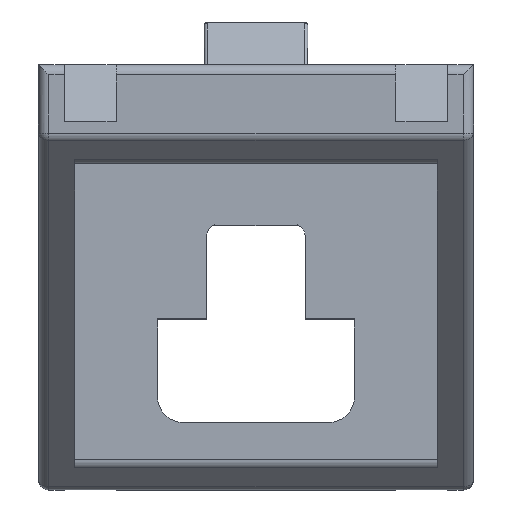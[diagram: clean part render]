
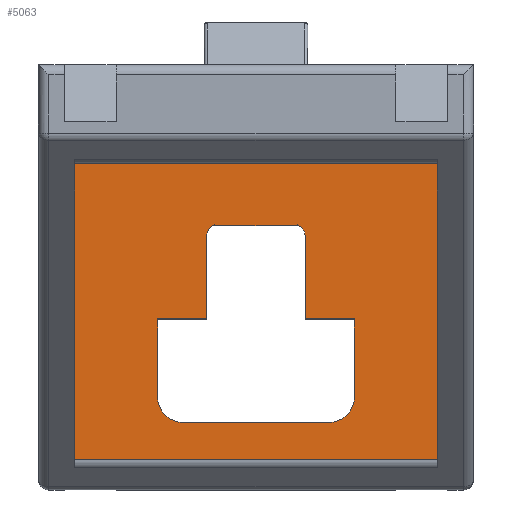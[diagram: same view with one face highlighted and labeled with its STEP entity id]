
A CAD part, top view. The second image highlights one B-rep face of the part: STEP entity #5063.
In plain terms, the highlighted planar face has unit normal (0, 0, 1).
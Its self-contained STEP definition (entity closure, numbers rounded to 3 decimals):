
#304=CARTESIAN_POINT('',(4.75,-16.561,9.5));
#305=VERTEX_POINT('',#304);
#312=CARTESIAN_POINT('',(4.0,-15.5,9.5));
#313=VERTEX_POINT('',#312);
#314=CARTESIAN_POINT('',(4.0,-16.561,9.5));
#315=DIRECTION('',(0.0,0.0,1.0));
#316=DIRECTION('',(0.0,1.0,0.0));
#317=AXIS2_PLACEMENT_3D('',#314,#315,#316);
#318=ELLIPSE('',#317,1.061,0.75);
#319=EDGE_CURVE('',#305,#313,#318,.T.);
#384=CARTESIAN_POINT('',(-4.0,-15.5,9.5));
#385=VERTEX_POINT('',#384);
#386=CARTESIAN_POINT('',(-4.0,-15.5,9.5));
#387=DIRECTION('',(1.0,0.0,0.0));
#388=VECTOR('',#387,8.0);
#389=LINE('',#386,#388);
#390=EDGE_CURVE('',#385,#313,#389,.T.);
#459=CARTESIAN_POINT('',(-4.75,-16.561,9.5));
#460=VERTEX_POINT('',#459);
#461=CARTESIAN_POINT('',(-4.0,-16.561,9.5));
#462=DIRECTION('',(0.0,0.0,1.0));
#463=DIRECTION('',(0.0,1.0,0.0));
#464=AXIS2_PLACEMENT_3D('',#461,#462,#463);
#465=ELLIPSE('',#464,1.061,0.75);
#466=EDGE_CURVE('',#460,#385,#465,.F.);
#483=CARTESIAN_POINT('',(-4.75,-24.5,9.5));
#484=VERTEX_POINT('',#483);
#485=CARTESIAN_POINT('',(-4.75,-16.561,9.5));
#486=DIRECTION('',(0.0,-1.0,0.0));
#487=VECTOR('',#486,7.939);
#488=LINE('',#485,#487);
#489=EDGE_CURVE('',#460,#484,#488,.T.);
#2151=CARTESIAN_POINT('',(-17.5,-9.5,9.5));
#2152=VERTEX_POINT('',#2151);
#2159=CARTESIAN_POINT('',(17.5,-9.5,9.5));
#2160=VERTEX_POINT('',#2159);
#2161=CARTESIAN_POINT('',(17.5,-9.5,9.5));
#2162=DIRECTION('',(-1.0,0.0,0.0));
#2163=VECTOR('',#2162,35.0);
#2164=LINE('',#2161,#2163);
#2165=EDGE_CURVE('',#2160,#2152,#2164,.T.);
#4963=CARTESIAN_POINT('',(0.0,-9.5,9.5));
#4964=DIRECTION('',(0.0,0.0,1.0));
#4965=DIRECTION('',(0.0,-1.0,0.0));
#4966=AXIS2_PLACEMENT_3D('',#4963,#4964,#4965);
#4967=PLANE('',#4966);
#4968=CARTESIAN_POINT('',(17.5,-38.111,9.5));
#4969=VERTEX_POINT('',#4968);
#4970=CARTESIAN_POINT('',(-17.5,-38.111,9.5));
#4971=VERTEX_POINT('',#4970);
#4972=CARTESIAN_POINT('',(17.5,-38.111,9.5));
#4973=DIRECTION('',(-1.0,0.0,0.0));
#4974=VECTOR('',#4973,35.0);
#4975=LINE('',#4972,#4974);
#4976=EDGE_CURVE('',#4969,#4971,#4975,.T.);
#4977=ORIENTED_EDGE('',*,*,#4976,.F.);
#4978=CARTESIAN_POINT('',(17.5,-9.5,9.5));
#4979=DIRECTION('',(0.0,-1.0,0.0));
#4980=VECTOR('',#4979,28.611);
#4981=LINE('',#4978,#4980);
#4982=EDGE_CURVE('',#2160,#4969,#4981,.T.);
#4983=ORIENTED_EDGE('',*,*,#4982,.F.);
#4984=ORIENTED_EDGE('',*,*,#2165,.T.);
#4985=CARTESIAN_POINT('',(-17.5,-9.5,9.5));
#4986=DIRECTION('',(0.0,-1.0,0.0));
#4987=VECTOR('',#4986,28.611);
#4988=LINE('',#4985,#4987);
#4989=EDGE_CURVE('',#2152,#4971,#4988,.T.);
#4990=ORIENTED_EDGE('',*,*,#4989,.T.);
#4991=EDGE_LOOP('',(#4977,#4983,#4984,#4990));
#4992=FACE_OUTER_BOUND('',#4991,.T.);
#4993=ORIENTED_EDGE('',*,*,#390,.T.);
#4994=ORIENTED_EDGE('',*,*,#319,.F.);
#4995=CARTESIAN_POINT('',(4.75,-24.5,9.5));
#4996=VERTEX_POINT('',#4995);
#4997=CARTESIAN_POINT('',(4.75,-24.5,9.5));
#4998=DIRECTION('',(0.0,1.0,0.0));
#4999=VECTOR('',#4998,7.939);
#5000=LINE('',#4997,#4999);
#5001=EDGE_CURVE('',#4996,#305,#5000,.T.);
#5002=ORIENTED_EDGE('',*,*,#5001,.F.);
#5003=CARTESIAN_POINT('',(9.5,-24.5,9.5));
#5004=VERTEX_POINT('',#5003);
#5005=CARTESIAN_POINT('',(4.75,-24.5,9.5));
#5006=DIRECTION('',(1.0,0.0,0.0));
#5007=VECTOR('',#5006,4.75);
#5008=LINE('',#5005,#5007);
#5009=EDGE_CURVE('',#4996,#5004,#5008,.T.);
#5010=ORIENTED_EDGE('',*,*,#5009,.T.);
#5011=CARTESIAN_POINT('',(9.5,-32.,9.5));
#5012=VERTEX_POINT('',#5011);
#5013=CARTESIAN_POINT('',(9.5,-24.5,9.5));
#5014=DIRECTION('',(0.0,-1.0,0.0));
#5015=VECTOR('',#5014,7.5);
#5016=LINE('',#5013,#5015);
#5017=EDGE_CURVE('',#5004,#5012,#5016,.T.);
#5018=ORIENTED_EDGE('',*,*,#5017,.T.);
#5019=CARTESIAN_POINT('',(7.,-34.5,9.5));
#5020=VERTEX_POINT('',#5019);
#5021=CARTESIAN_POINT('',(7.,-32.,9.5));
#5022=DIRECTION('',(0.0,0.0,1.0));
#5023=DIRECTION('',(0.707,-0.707,0.0));
#5024=AXIS2_PLACEMENT_3D('',#5021,#5022,#5023);
#5025=CIRCLE('',#5024,2.5);
#5026=EDGE_CURVE('',#5020,#5012,#5025,.T.);
#5027=ORIENTED_EDGE('',*,*,#5026,.F.);
#5028=CARTESIAN_POINT('',(-7.,-34.5,9.5));
#5029=VERTEX_POINT('',#5028);
#5030=CARTESIAN_POINT('',(7.,-34.5,9.5));
#5031=DIRECTION('',(-1.0,0.0,0.0));
#5032=VECTOR('',#5031,14.);
#5033=LINE('',#5030,#5032);
#5034=EDGE_CURVE('',#5020,#5029,#5033,.T.);
#5035=ORIENTED_EDGE('',*,*,#5034,.T.);
#5036=CARTESIAN_POINT('',(-9.5,-32.,9.5));
#5037=VERTEX_POINT('',#5036);
#5038=CARTESIAN_POINT('',(-7.,-32.,9.5));
#5039=DIRECTION('',(0.0,0.0,1.0));
#5040=DIRECTION('',(-0.707,-0.707,0.0));
#5041=AXIS2_PLACEMENT_3D('',#5038,#5039,#5040);
#5042=CIRCLE('',#5041,2.5);
#5043=EDGE_CURVE('',#5037,#5029,#5042,.T.);
#5044=ORIENTED_EDGE('',*,*,#5043,.F.);
#5045=CARTESIAN_POINT('',(-9.5,-24.5,9.5));
#5046=VERTEX_POINT('',#5045);
#5047=CARTESIAN_POINT('',(-9.5,-32.,9.5));
#5048=DIRECTION('',(0.0,1.0,0.0));
#5049=VECTOR('',#5048,7.5);
#5050=LINE('',#5047,#5049);
#5051=EDGE_CURVE('',#5037,#5046,#5050,.T.);
#5052=ORIENTED_EDGE('',*,*,#5051,.T.);
#5053=CARTESIAN_POINT('',(-9.5,-24.5,9.5));
#5054=DIRECTION('',(1.0,0.0,0.0));
#5055=VECTOR('',#5054,4.75);
#5056=LINE('',#5053,#5055);
#5057=EDGE_CURVE('',#5046,#484,#5056,.T.);
#5058=ORIENTED_EDGE('',*,*,#5057,.T.);
#5059=ORIENTED_EDGE('',*,*,#489,.F.);
#5060=ORIENTED_EDGE('',*,*,#466,.T.);
#5061=EDGE_LOOP('',(#4993,#4994,#5002,#5010,#5018,#5027,#5035,#5044,#5052,#5058,#5059,#5060));
#5062=FACE_BOUND('',#5061,.T.);
#5063=ADVANCED_FACE('',(#4992,#5062),#4967,.T.);
